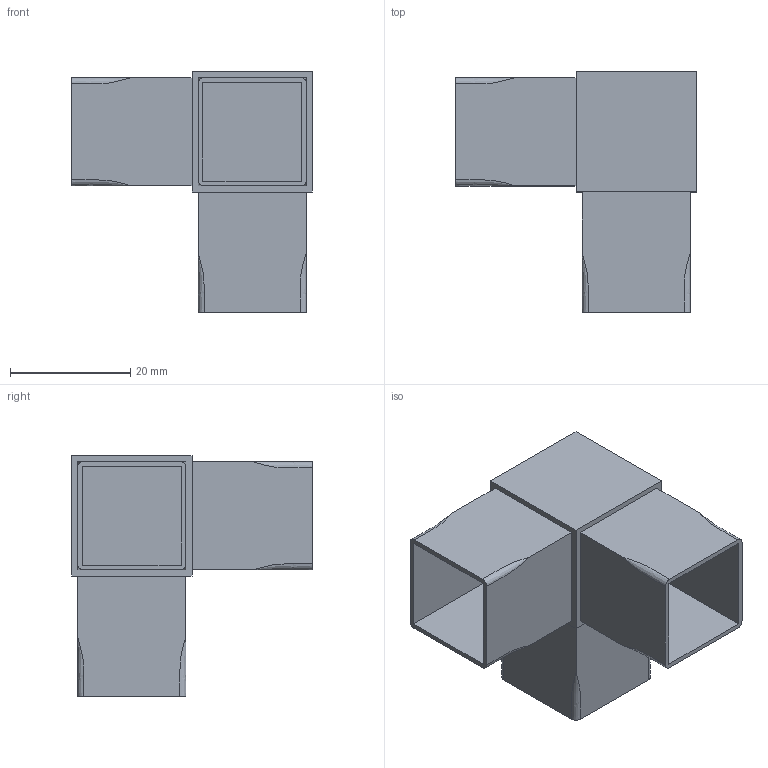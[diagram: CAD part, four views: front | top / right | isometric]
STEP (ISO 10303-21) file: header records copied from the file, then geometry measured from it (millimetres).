
FILE_DESCRIPTION(/* description */ (''),/* implementation_level */ '2;1');
FILE_NAME(/* name */ 'Eckverbinder_X72.stp',/* time_stamp */ '2017-05-21T21:07:17+02:00',/* author */ (''),/* organization */ (''),/* preprocessor_version */ 'ST-DEVELOPER v16',/* originating_system */ 'SIEMENS PLM Software NX 11.0',/* authorisation */ '');
FILE_SCHEMA (('AUTOMOTIVE_DESIGN { 1 0 10303 214 3 1 1 1 }'));
Length unit declared in the file: millimetre
Products named in the file (1): Goge0DC4A474bg3t
Bounding box: 40 x 40 x 40 mm (x, y, z)
Volume: 5421.1 mm3; surface area: 10966.2 mm2
Topology: 1 solids, 1 shells, 42 faces, 123 edges, 73 vertices
Faces by surface type: plane 30, bspline 12
Entity records: 1563 total; most frequent: CARTESIAN_POINT 635, ORIENTED_EDGE 222, DIRECTION 137, EDGE_CURVE 111, LINE 75, VECTOR 75, VERTEX_POINT 73, EDGE_LOOP 48
